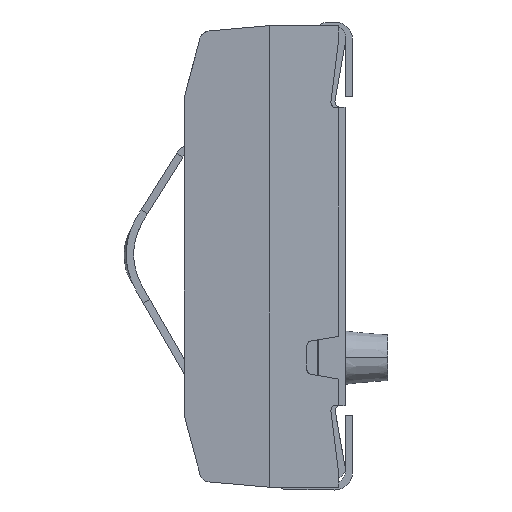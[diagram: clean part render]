
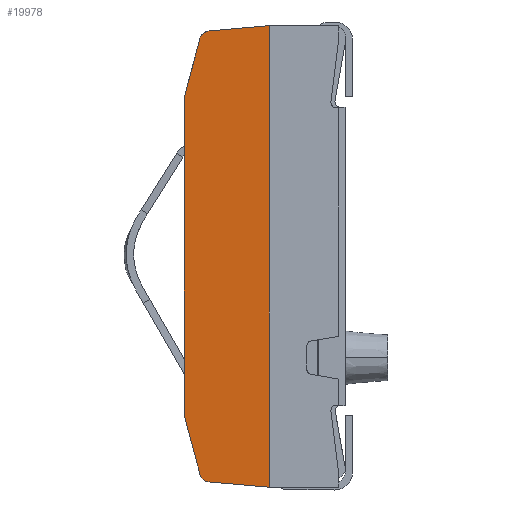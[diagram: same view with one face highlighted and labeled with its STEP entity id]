
A CAD part, left-side view. The second image highlights one B-rep face of the part: STEP entity #19978.
In plain terms, the highlighted planar face has unit normal (-0.996, 0.087, 0).
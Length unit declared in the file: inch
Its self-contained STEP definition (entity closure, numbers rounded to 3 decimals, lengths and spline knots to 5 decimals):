
#157=DIRECTION('',(0.087,0.992,-0.087));
#158=VECTOR('',#157,0.05685);
#159=CARTESIAN_POINT('',(-0.309,0.065,0.2165));
#160=LINE('',#159,#158);
#343=DIRECTION('',(-0.087,-0.992,-0.087));
#344=VECTOR('',#343,0.05685);
#345=CARTESIAN_POINT('',(-0.30406,0.12142,
-0.21156));
#346=LINE('',#345,#344);
#6444=CARTESIAN_POINT('',(-0.30406,0.12142,
-0.21156));
#6445=CARTESIAN_POINT('',(-0.30386,0.12375,
-0.21136));
#6446=CARTESIAN_POINT('',(-0.30355,0.12728,
-0.20963));
#6447=CARTESIAN_POINT('',(-0.30335,0.12961,
-0.20645));
#6448=CARTESIAN_POINT('',(-0.30329,0.13021,
-0.20419));
#6450=DIRECTION('',(0.023,0.259,0.966));
#6451=VECTOR('',#6450,0.05715);
#6452=CARTESIAN_POINT('',(-0.30329,0.13021,
-0.20419));
#6453=LINE('',#6452,#6451);
#6454=DIRECTION('',(0.,0.,1.));
#6455=VECTOR('',#6454,0.298);
#6456=CARTESIAN_POINT('',(-0.302,0.145,-0.149));
#6457=LINE('',#6456,#6455);
#6458=DIRECTION('',(-0.023,-0.259,0.966));
#6459=VECTOR('',#6458,0.05715);
#6460=CARTESIAN_POINT('',(-0.302,0.145,0.149));
#6461=LINE('',#6460,#6459);
#6462=CARTESIAN_POINT('',(-0.30329,0.13021,
0.20419));
#6463=CARTESIAN_POINT('',(-0.30335,0.12961,
0.20645));
#6464=CARTESIAN_POINT('',(-0.30355,0.12728,
0.20963));
#6465=CARTESIAN_POINT('',(-0.30386,0.12375,
0.21136));
#6466=CARTESIAN_POINT('',(-0.30406,0.12142,
0.21156));
#6468=DIRECTION('',(0.,0.,-1.));
#6469=VECTOR('',#6468,0.433);
#6470=CARTESIAN_POINT('',(-0.309,0.065,0.2165));
#6471=LINE('',#6470,#6469);
#8844=CARTESIAN_POINT('',(-0.309,0.065,-0.2165));
#8845=VERTEX_POINT('',#8844);
#8846=CARTESIAN_POINT('',(-0.309,0.065,0.2165));
#8847=VERTEX_POINT('',#8846);
#8942=CARTESIAN_POINT('',(-0.30406,0.12142,
0.21156));
#8943=VERTEX_POINT('',#8942);
#8950=VERTEX_POINT('',#6462);
#8952=CARTESIAN_POINT('',(-0.302,0.145,0.149));
#8954=VERTEX_POINT('',#8952);
#9193=CARTESIAN_POINT('',(-0.302,0.145,-0.149));
#9194=VERTEX_POINT('',#9193);
#9215=CARTESIAN_POINT('',(-0.30329,0.13021,
-0.20419));
#9216=VERTEX_POINT('',#9215);
#9223=VERTEX_POINT('',#6444);
#19963=CARTESIAN_POINT('',(-0.3055,0.105,0.));
#19964=DIRECTION('',(0.996,-0.087,0.));
#19965=DIRECTION('',(0.087,0.996,0.));
#19966=AXIS2_PLACEMENT_3D('',#19963,#19964,#19965);
#19967=PLANE('',#19966);
#19968=ORIENTED_EDGE('',*,*,#11768,.F.);
#19969=ORIENTED_EDGE('',*,*,#11747,.T.);
#19970=ORIENTED_EDGE('',*,*,#11726,.T.);
#19971=ORIENTED_EDGE('',*,*,#11684,.T.);
#19972=ORIENTED_EDGE('',*,*,#11631,.T.);
#19973=ORIENTED_EDGE('',*,*,#11612,.T.);
#19974=ORIENTED_EDGE('',*,*,#11591,.F.);
#19975=ORIENTED_EDGE('',*,*,#11368,.T.);
#19976=EDGE_LOOP('',(#19968,#19969,#19970,#19971,#19972,#19973,#19974,#19975));
#19977=FACE_OUTER_BOUND('',#19976,.F.);
#19978=ADVANCED_FACE('',(#19977),#19967,.F.);
#6449=B_SPLINE_CURVE_WITH_KNOTS('',3,(#6444,#6445,#6446,#6447,#6448),
.UNSPECIFIED.,.F.,.F.,(4,1,4),(0.,0.5,1.),.UNSPECIFIED.);
#6467=B_SPLINE_CURVE_WITH_KNOTS('',3,(#6462,#6463,#6464,#6465,#6466),
.UNSPECIFIED.,.F.,.F.,(4,1,4),(0.,0.5,1.),.UNSPECIFIED.);
#11368=EDGE_CURVE('',#8847,#8845,#6471,.T.);
#11591=EDGE_CURVE('',#8847,#8943,#160,.T.);
#11612=EDGE_CURVE('',#8950,#8943,#6467,.T.);
#11631=EDGE_CURVE('',#8954,#8950,#6461,.T.);
#11684=EDGE_CURVE('',#9194,#8954,#6457,.T.);
#11726=EDGE_CURVE('',#9216,#9194,#6453,.T.);
#11747=EDGE_CURVE('',#9223,#9216,#6449,.T.);
#11768=EDGE_CURVE('',#9223,#8845,#346,.T.);
